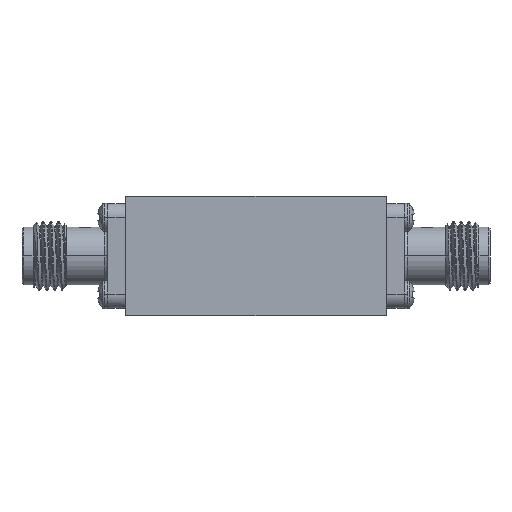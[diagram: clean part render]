
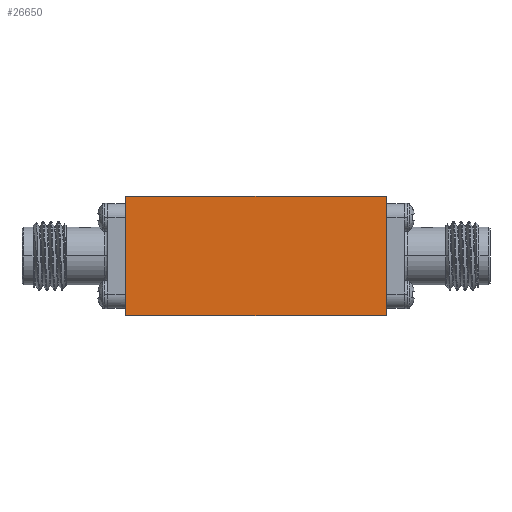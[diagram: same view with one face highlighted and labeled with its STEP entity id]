
A CAD part, left-side view. The second image highlights one B-rep face of the part: STEP entity #26650.
In plain terms, the highlighted planar face has unit normal (-1, 0, 0).
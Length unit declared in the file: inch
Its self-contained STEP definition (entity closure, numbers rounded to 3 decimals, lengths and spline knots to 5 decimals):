
#1639 = EDGE_CURVE ( 'NONE', #3223, #11083, #5280, .T. ) ;
#1832 = CARTESIAN_POINT ( 'NONE',  ( -0.58268, -0.47244, 0.21654 ) ) ;
#2731 = FACE_OUTER_BOUND ( 'NONE', #22322, .T. ) ;
#3033 = CARTESIAN_POINT ( 'NONE',  ( -0.58268, -0.47244, 0.21654 ) ) ;
#3223 = VERTEX_POINT ( 'NONE', #30244 ) ;
#4972 = ORIENTED_EDGE ( 'NONE', *, *, #10666, .T. ) ;
#5137 = VERTEX_POINT ( 'NONE', #23990 ) ;
#5280 = LINE ( 'NONE', #10109, #9077 ) ;
#5778 = LINE ( 'NONE', #30622, #30404 ) ;
#7284 = ORIENTED_EDGE ( 'NONE', *, *, #12196, .T. ) ;
#8692 = VECTOR ( 'NONE', #20605, 39.37008 ) ;
#9077 = VECTOR ( 'NONE', #22515, 39.37008 ) ;
#10109 = CARTESIAN_POINT ( 'NONE',  ( -0.58268, -0.47244, 0.21654 ) ) ;
#10666 = EDGE_CURVE ( 'NONE', #24633, #5137, #21240, .T. ) ;
#11083 = VERTEX_POINT ( 'NONE', #26182 ) ;
#11251 = CARTESIAN_POINT ( 'NONE',  ( -0.58268, 0.47244, 0.21654 ) ) ;
#12196 = EDGE_CURVE ( 'NONE', #5137, #11083, #5778, .T. ) ;
#12559 = DIRECTION ( 'NONE',  ( 0., 1., 0. ) ) ;
#13356 = DIRECTION ( 'NONE',  ( 0., -1., 0. ) ) ;
#13780 = ORIENTED_EDGE ( 'NONE', *, *, #14012, .F. ) ;
#14012 = EDGE_CURVE ( 'NONE', #24633, #3223, #18426, .T. ) ;
#18013 = VECTOR ( 'NONE', #28766, 39.37008 ) ;
#18426 = LINE ( 'NONE', #1832, #18013 ) ;
#20435 = ORIENTED_EDGE ( 'NONE', *, *, #1639, .F. ) ;
#20605 = DIRECTION ( 'NONE',  ( 0., 0., -1. ) ) ;
#21240 = LINE ( 'NONE', #11251, #8692 ) ;
#22322 = EDGE_LOOP ( 'NONE', ( #7284, #20435, #13780, #4972 ) ) ;
#22515 = DIRECTION ( 'NONE',  ( 0., 0., -1. ) ) ;
#22830 = AXIS2_PLACEMENT_3D ( 'NONE', #3033, #30142, #12559 ) ;
#23990 = CARTESIAN_POINT ( 'NONE',  ( -0.58268, 0.47244, -0.21654 ) ) ;
#24633 = VERTEX_POINT ( 'NONE', #26555 ) ;
#26182 = CARTESIAN_POINT ( 'NONE',  ( -0.58268, -0.47244, -0.21654 ) ) ;
#26555 = CARTESIAN_POINT ( 'NONE',  ( -0.58268, 0.47244, 0.21654 ) ) ;
#26650 = ADVANCED_FACE ( 'NONE', ( #2731 ), #29984, .F. ) ;
#28766 = DIRECTION ( 'NONE',  ( 0., -1., 0. ) ) ;
#29984 = PLANE ( 'NONE',  #22830 ) ;
#30142 = DIRECTION ( 'NONE',  ( 1., 0., 0. ) ) ;
#30244 = CARTESIAN_POINT ( 'NONE',  ( -0.58268, -0.47244, 0.21654 ) ) ;
#30404 = VECTOR ( 'NONE', #13356, 39.37008 ) ;
#30622 = CARTESIAN_POINT ( 'NONE',  ( -0.58268, -0.47244, -0.21654 ) ) ;
